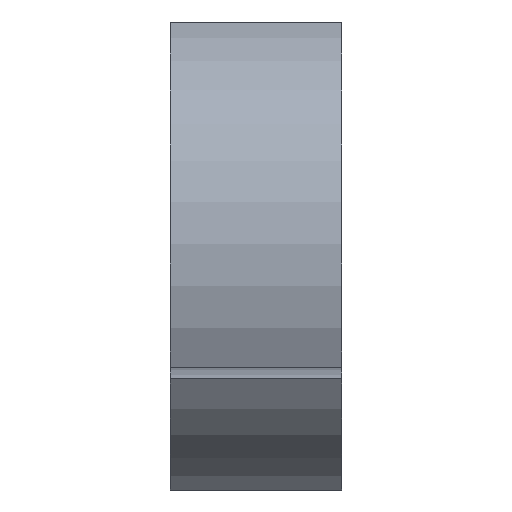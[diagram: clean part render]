
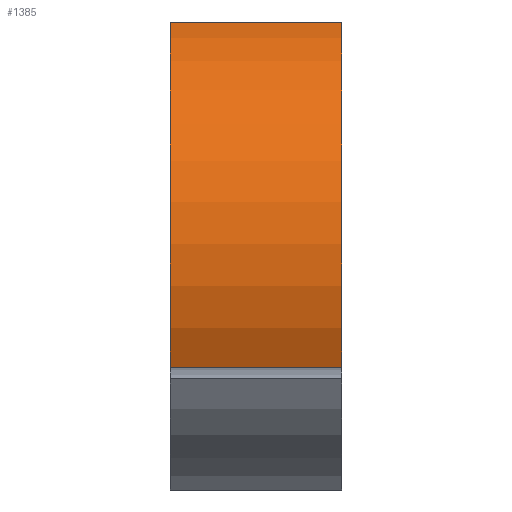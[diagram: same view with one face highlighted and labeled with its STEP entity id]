
A CAD part, left-side view. The second image highlights one B-rep face of the part: STEP entity #1385.
In plain terms, the highlighted cylindrical face has radius 31.5 mm (diameter 63 mm), a partial arc.
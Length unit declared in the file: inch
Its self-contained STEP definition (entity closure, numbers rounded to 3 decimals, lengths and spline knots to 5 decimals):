
#348 = DIRECTION ( 'NONE',  ( 1., 0., 0. ) ) ;
#499 = ORIENTED_EDGE ( 'NONE', *, *, #1668, .T. ) ;
#768 = CYLINDRICAL_SURFACE ( 'NONE', #1702, 1.24016 ) ;
#947 = DIRECTION ( 'NONE',  ( 0., 1., 0. ) ) ;
#962 = CIRCLE ( 'NONE', #3554, 1.24016 ) ;
#1182 = VECTOR ( 'NONE', #2752, 39.37008 ) ;
#1229 = CARTESIAN_POINT ( 'NONE',  ( -0.37814, 0.43307, 2.3622 ) ) ;
#1302 = EDGE_CURVE ( 'NONE', #4027, #3948, #962, .T. ) ;
#1340 = CARTESIAN_POINT ( 'NONE',  ( -0.37814, -0.43307, 2.3622 ) ) ;
#1366 = DIRECTION ( 'NONE',  ( 1., 0., 0. ) ) ;
#1385 = ADVANCED_FACE ( 'NONE', ( #3621 ), #768, .T. ) ;
#1388 = DIRECTION ( 'NONE',  ( 1., 0., 0. ) ) ;
#1567 = EDGE_LOOP ( 'NONE', ( #4374, #4520, #499, #2624 ) ) ;
#1579 = CARTESIAN_POINT ( 'NONE',  ( -1.106, 0.43307, 0.62008 ) ) ;
#1583 = EDGE_CURVE ( 'NONE', #3776, #3948, #2398, .T. ) ;
#1668 = EDGE_CURVE ( 'NONE', #2353, #4027, #2053, .T. ) ;
#1702 = AXIS2_PLACEMENT_3D ( 'NONE', #3177, #4294, #348 ) ;
#1801 = DIRECTION ( 'NONE',  ( 0., 1., 0. ) ) ;
#2053 = LINE ( 'NONE', #1340, #1182 ) ;
#2082 = CIRCLE ( 'NONE', #3273, 1.24016 ) ;
#2109 = CARTESIAN_POINT ( 'NONE',  ( -0.37814, -0.43307, 2.3622 ) ) ;
#2353 = VERTEX_POINT ( 'NONE', #2109 ) ;
#2398 = LINE ( 'NONE', #3105, #2882 ) ;
#2624 = ORIENTED_EDGE ( 'NONE', *, *, #1302, .T. ) ;
#2707 = DIRECTION ( 'NONE',  ( 0., -1., 0. ) ) ;
#2752 = DIRECTION ( 'NONE',  ( 0., 1., 0. ) ) ;
#2882 = VECTOR ( 'NONE', #947, 39.37008 ) ;
#3025 = CARTESIAN_POINT ( 'NONE',  ( -1.106, -0.43307, 0.62008 ) ) ;
#3105 = CARTESIAN_POINT ( 'NONE',  ( -1.106, -0.43307, 0.62008 ) ) ;
#3155 = CARTESIAN_POINT ( 'NONE',  ( 0., -0.43307, 1.1811 ) ) ;
#3177 = CARTESIAN_POINT ( 'NONE',  ( 0., -0.43307, 1.1811 ) ) ;
#3208 = EDGE_CURVE ( 'NONE', #3776, #2353, #2082, .T. ) ;
#3273 = AXIS2_PLACEMENT_3D ( 'NONE', #3155, #1801, #1388 ) ;
#3413 = CARTESIAN_POINT ( 'NONE',  ( 0., 0.43307, 1.1811 ) ) ;
#3554 = AXIS2_PLACEMENT_3D ( 'NONE', #3413, #2707, #1366 ) ;
#3621 = FACE_OUTER_BOUND ( 'NONE', #1567, .T. ) ;
#3776 = VERTEX_POINT ( 'NONE', #3025 ) ;
#3948 = VERTEX_POINT ( 'NONE', #1579 ) ;
#4027 = VERTEX_POINT ( 'NONE', #1229 ) ;
#4294 = DIRECTION ( 'NONE',  ( 0., -1., 0. ) ) ;
#4374 = ORIENTED_EDGE ( 'NONE', *, *, #1583, .F. ) ;
#4520 = ORIENTED_EDGE ( 'NONE', *, *, #3208, .T. ) ;
